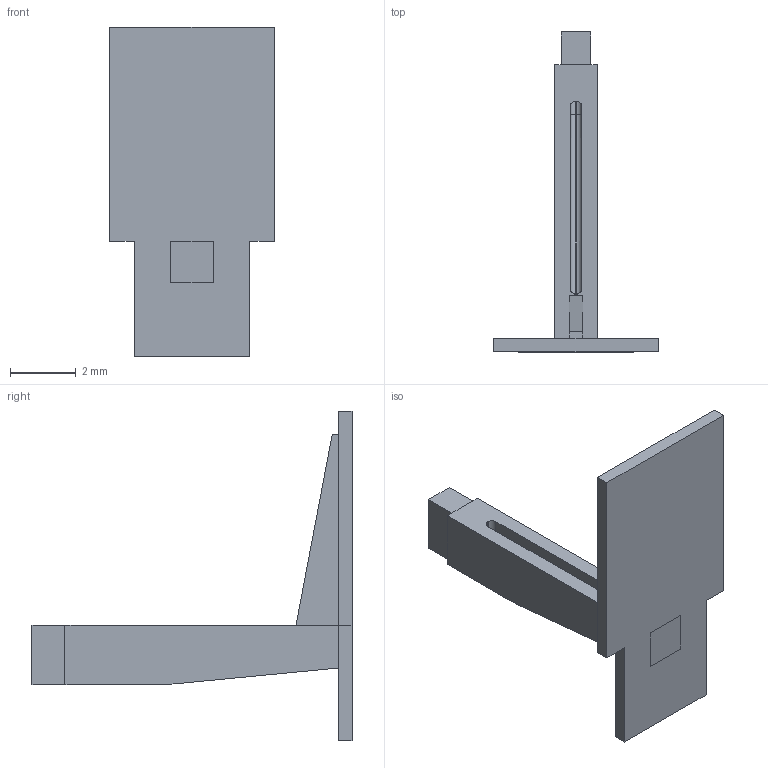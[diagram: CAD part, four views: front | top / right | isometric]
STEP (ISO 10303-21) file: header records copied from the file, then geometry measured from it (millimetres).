
FILE_DESCRIPTION(('FreeCAD Model'),'2;1');
FILE_NAME('Open CASCADE Shape Model','2024-03-24T17:28:41',('FreeCAD'),( 'FreeCAD'),'Open CASCADE STEP processor 7.6','FreeCAD','Unknown');
FILE_SCHEMA(('AUTOMOTIVE_DESIGN { 1 0 10303 214 1 1 1 1 }'));
Length unit declared in the file: millimetre
Products named in the file (1): Open CASCADE STEP translator 7.6 1
Bounding box: 5 x 9.7 x 10 mm (x, y, z)
Volume: 35.9 mm3; surface area: 182.8 mm2
Topology: 1 solids, 1 shells, 47 faces, 122 edges, 79 vertices
Faces by surface type: plane 37, cylinder 10
Entity records: 3146 total; most frequent: CARTESIAN_POINT 663, DIRECTION 460, LINE 328, VECTOR 328, ORIENTED_EDGE 244, PCURVE 244, DEFINITIONAL_REPRESENTATION 244, EDGE_CURVE 122
